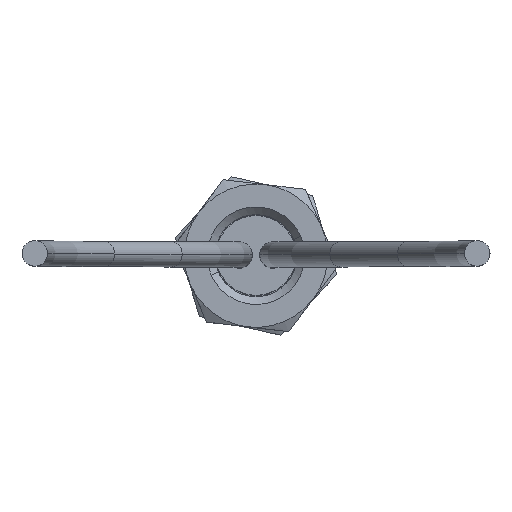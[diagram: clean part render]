
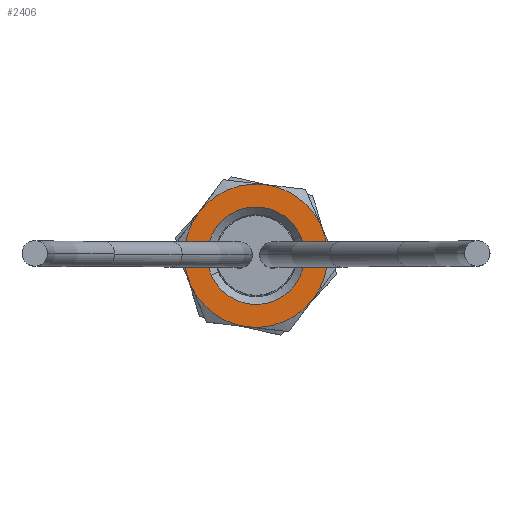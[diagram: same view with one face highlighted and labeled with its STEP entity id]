
A CAD part, top view. The second image highlights one B-rep face of the part: STEP entity #2406.
In plain terms, the highlighted planar face has unit normal (0, 0, 1).
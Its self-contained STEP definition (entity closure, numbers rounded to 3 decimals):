
#68=CARTESIAN_POINT('',(0.,0.,13.58));
#69=DIRECTION('',(0.,0.,-1.));
#70=DIRECTION('',(-0.918,-0.397,0.));
#71=AXIS2_PLACEMENT_3D('',#68,#69,#70);
#77=CARTESIAN_POINT('',(0.,0.,13.58));
#78=DIRECTION('',(0.,0.,-1.));
#79=DIRECTION('',(0.918,0.397,0.));
#80=AXIS2_PLACEMENT_3D('',#77,#78,#79);
#100=CARTESIAN_POINT('',(0.,0.,13.58));
#101=DIRECTION('',(0.,0.,-1.));
#102=DIRECTION('',(0.802,-0.597,0.));
#103=AXIS2_PLACEMENT_3D('',#100,#101,#102);
#105=CARTESIAN_POINT('',(0.,0.,13.58));
#106=DIRECTION('',(0.,0.,-1.));
#107=DIRECTION('',(0.397,-0.918,0.));
#108=AXIS2_PLACEMENT_3D('',#105,#106,#107);
#110=CARTESIAN_POINT('',(0.,0.,13.58));
#111=DIRECTION('',(0.,0.,-1.));
#112=DIRECTION('',(-0.115,-0.993,0.));
#113=AXIS2_PLACEMENT_3D('',#110,#111,#112);
#115=CARTESIAN_POINT('',(0.,0.,13.58));
#116=DIRECTION('',(0.,0.,-1.));
#117=DIRECTION('',(-0.918,-0.397,0.));
#118=AXIS2_PLACEMENT_3D('',#115,#116,#117);
#120=CARTESIAN_POINT('',(0.,0.,13.58));
#121=DIRECTION('',(0.,0.,-1.));
#122=DIRECTION('',(-0.802,0.597,0.));
#123=AXIS2_PLACEMENT_3D('',#120,#121,#122);
#125=CARTESIAN_POINT('',(0.,0.,13.58));
#126=DIRECTION('',(0.,0.,-1.));
#127=DIRECTION('',(-0.397,0.918,0.));
#128=AXIS2_PLACEMENT_3D('',#125,#126,#127);
#130=CARTESIAN_POINT('',(0.,0.,13.58));
#131=DIRECTION('',(0.,0.,-1.));
#132=DIRECTION('',(0.115,0.993,0.));
#133=AXIS2_PLACEMENT_3D('',#130,#131,#132);
#135=CARTESIAN_POINT('',(0.,0.,13.58));
#136=DIRECTION('',(0.,0.,-1.));
#137=DIRECTION('',(0.918,0.397,0.));
#138=AXIS2_PLACEMENT_3D('',#135,#136,#137);
#140=CARTESIAN_POINT('',(2.809,-2.088,13.58));
#348=CARTESIAN_POINT('',(0.404,3.477,13.58));
#372=CARTESIAN_POINT('',(-2.809,2.088,13.58));
#396=CARTESIAN_POINT('',(-3.213,-1.388,13.58));
#420=CARTESIAN_POINT('',(-0.404,-3.477,
13.58));
#1536=CARTESIAN_POINT('',(3.213,1.388,13.58));
#2150=VERTEX_POINT('',#420);
#2155=VERTEX_POINT('',#396);
#2159=VERTEX_POINT('',#372);
#2163=VERTEX_POINT('',#348);
#2167=VERTEX_POINT('',#1536);
#2168=VERTEX_POINT('',#140);
#2169=CARTESIAN_POINT('',(1.388,-3.213,13.58));
#2170=VERTEX_POINT('',#2169);
#2171=CARTESIAN_POINT('',(-1.388,3.213,13.58));
#2172=VERTEX_POINT('',#2171);
#2189=CARTESIAN_POINT('',(2.185,0.944,13.58));
#2190=VERTEX_POINT('',#2189);
#2191=CARTESIAN_POINT('',(-2.185,-0.944,
13.58));
#2192=VERTEX_POINT('',#2191);
#2379=CARTESIAN_POINT('',(0.,0.,13.58));
#2380=DIRECTION('',(0.,0.,-1.));
#2381=DIRECTION('',(0.918,0.397,0.));
#2382=AXIS2_PLACEMENT_3D('',#2379,#2380,#2381);
#2383=PLANE('',#2382);
#2385=ORIENTED_EDGE('',*,*,#2384,.T.);
#2387=ORIENTED_EDGE('',*,*,#2386,.T.);
#2389=ORIENTED_EDGE('',*,*,#2388,.T.);
#2391=ORIENTED_EDGE('',*,*,#2390,.T.);
#2393=ORIENTED_EDGE('',*,*,#2392,.T.);
#2395=ORIENTED_EDGE('',*,*,#2394,.T.);
#2397=ORIENTED_EDGE('',*,*,#2396,.T.);
#2399=ORIENTED_EDGE('',*,*,#2398,.T.);
#2400=EDGE_LOOP('',(#2385,#2387,#2389,#2391,#2393,#2395,#2397,#2399));
#2401=FACE_OUTER_BOUND('',#2400,.F.);
#2402=ORIENTED_EDGE('',*,*,#2321,.F.);
#2403=ORIENTED_EDGE('',*,*,#2346,.F.);
#2404=EDGE_LOOP('',(#2402,#2403));
#2405=FACE_BOUND('',#2404,.F.);
#2406=ADVANCED_FACE('',(#2401,#2405),#2383,.F.);
#72=CIRCLE('',#71,2.38);
#81=CIRCLE('',#80,2.38);
#104=CIRCLE('',#103,3.5);
#109=CIRCLE('',#108,3.5);
#114=CIRCLE('',#113,3.5);
#119=CIRCLE('',#118,3.5);
#124=CIRCLE('',#123,3.5);
#129=CIRCLE('',#128,3.5);
#134=CIRCLE('',#133,3.5);
#139=CIRCLE('',#138,3.5);
#2321=EDGE_CURVE('',#2192,#2190,#72,.T.);
#2346=EDGE_CURVE('',#2190,#2192,#81,.T.);
#2384=EDGE_CURVE('',#2168,#2170,#104,.T.);
#2386=EDGE_CURVE('',#2170,#2150,#109,.T.);
#2388=EDGE_CURVE('',#2150,#2155,#114,.T.);
#2390=EDGE_CURVE('',#2155,#2159,#119,.T.);
#2392=EDGE_CURVE('',#2159,#2172,#124,.T.);
#2394=EDGE_CURVE('',#2172,#2163,#129,.T.);
#2396=EDGE_CURVE('',#2163,#2167,#134,.T.);
#2398=EDGE_CURVE('',#2167,#2168,#139,.T.);
